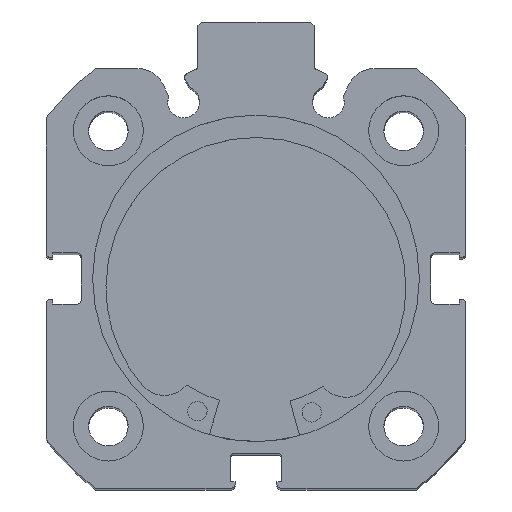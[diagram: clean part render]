
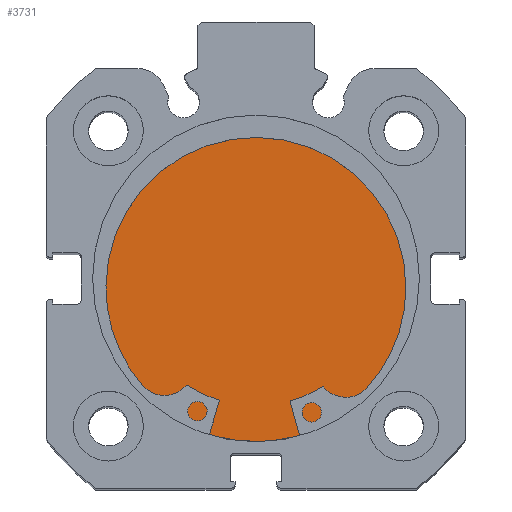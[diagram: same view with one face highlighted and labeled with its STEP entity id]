
A CAD part, top view. The second image highlights one B-rep face of the part: STEP entity #3731.
In plain terms, the highlighted face is planar.
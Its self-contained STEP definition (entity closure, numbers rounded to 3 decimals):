
#652 = CARTESIAN_POINT ( 'NONE',  ( 8.5, 0., 0. ) ) ;
#653 = DIRECTION ( 'NONE',  ( -1., 0., 0. ) ) ;
#654 = DIRECTION ( 'NONE',  ( 0., 0., 1. ) ) ;
#776 = CARTESIAN_POINT ( 'NONE',  ( 8.5, 0., 0. ) ) ;
#777 = DIRECTION ( 'NONE',  ( -1., 0., 0. ) ) ;
#778 = DIRECTION ( 'NONE',  ( 0., 0., 1. ) ) ;
#1581 = ORIENTED_EDGE ( 'NONE', *, *, #2943, .F. ) ;
#1582 = ORIENTED_EDGE ( 'NONE', *, *, #2892, .F. ) ;
#2042 = CIRCLE ( 'NONE', #3272, 21. ) ;
#2121 = CIRCLE ( 'NONE', #3304, 21. ) ;
#2619 = EDGE_LOOP ( 'NONE', ( #1582, #1581 ) ) ;
#2892 = EDGE_CURVE ( 'NONE', #5959, #5815, #2042, .T. ) ;
#2943 = EDGE_CURVE ( 'NONE', #5815, #5959, #2121, .T. ) ;
#3272 = AXIS2_PLACEMENT_3D ( 'NONE', #652, #653, #654 ) ;
#3304 = AXIS2_PLACEMENT_3D ( 'NONE', #776, #777, #778 ) ;
#3475 = AXIS2_PLACEMENT_3D ( 'NONE', #4510, #4513, #4514 ) ;
#3731 = ADVANCED_FACE ( 'NONE', ( #3997 ), #4511, .F. ) ;
#3997 = FACE_OUTER_BOUND ( 'NONE', #2619, .T. ) ;
#4510 = CARTESIAN_POINT ( 'NONE',  ( 8.5, 21., 0. ) ) ;
#4511 = PLANE ( 'NONE',  #3475 ) ;
#4513 = DIRECTION ( 'NONE',  ( -1., 0., 0. ) ) ;
#4514 = DIRECTION ( 'NONE',  ( 0., 0., 1. ) ) ;
#5300 = CARTESIAN_POINT ( 'NONE',  ( 8.5, 0., -21. ) ) ;
#5427 = CARTESIAN_POINT ( 'NONE',  ( 8.5, 0., 21. ) ) ;
#5815 = VERTEX_POINT ( 'NONE', #5300 ) ;
#5959 = VERTEX_POINT ( 'NONE', #5427 ) ;
